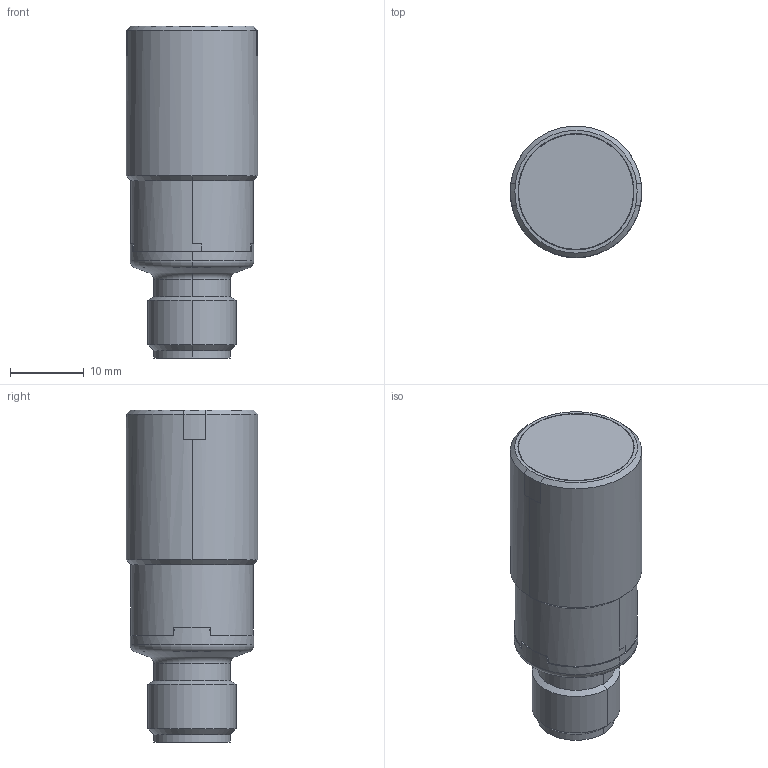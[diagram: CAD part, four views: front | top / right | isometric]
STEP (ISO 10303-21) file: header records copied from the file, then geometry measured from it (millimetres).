
FILE_DESCRIPTION((''),'2;1');
FILE_NAME('060','2021-03-09T13:41:13',('axu'),(''),'CREO PARAMETRIC BY PTC INC, 2019292','CREO PARAMETRIC BY PTC INC, 2019292','');
FILE_SCHEMA(('CONFIG_CONTROL_DESIGN','SHAPE_APPEARANCE_LAYERS_GROUPS'));
Length unit declared in the file: millimetre
Products named in the file (1): 060
Bounding box: 17.88 x 17.88 x 45.1 mm (x, y, z)
Volume: 8556.4 mm3; surface area: 5160.2 mm2
Topology: 1 solids, 1 shells, 153 faces, 391 edges, 251 vertices
Faces by surface type: cylinder 59, plane 51, cone 26, bspline 8, torus 7, sphere 2
Entity records: 6855 total; most frequent: CARTESIAN_POINT 1191, DIRECTION 823, ORIENTED_EDGE 772, EDGE_CURVE 386, AXIS2_PLACEMENT_3D 330, FILL_AREA_STYLE_COLOUR 299, FILL_AREA_STYLE 299, SURFACE_STYLE_FILL_AREA 299
